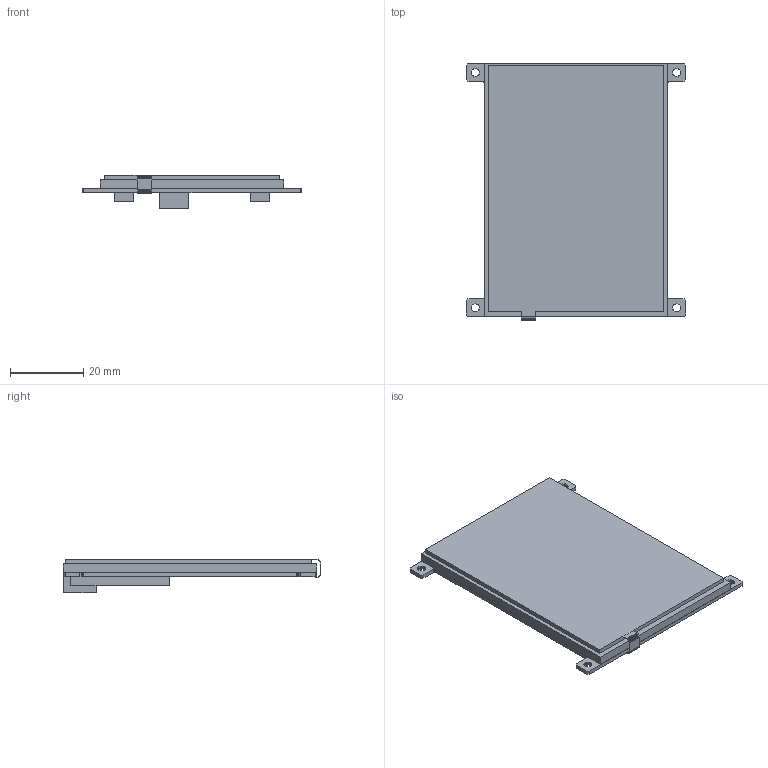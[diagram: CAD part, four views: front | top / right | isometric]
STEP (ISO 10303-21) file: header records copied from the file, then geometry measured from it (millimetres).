
FILE_DESCRIPTION((''),'2;1');
FILE_NAME('Open CASCADE Shape Model','2024-02-14T14:29:37',('LJ'),(''), 'Open CASCADE STEP processor 7.6','InStep V2.2','Unknown');
FILE_SCHEMA(('AUTOMOTIVE_DESIGN_CC2 { 1 2 10303 214 -1 1 5 4 }'));
Length unit declared in the file: millimetre
Products named in the file (6): 2432_edit_stl; SOLID; SHELL
Assembly tree (5 placements, depth 2):
  2432_edit_stl
    SOLID
    SOLID
    SOLID
    SOLID
    SHELL
Bounding box: 60 x 70.2 x 9.1 mm (x, y, z)
Volume: 15556.5 mm3; surface area: 22028.7 mm2
Topology: 4 solids, 5 shells, 454 faces, 866 edges, 425 vertices
Faces by surface type: plane 454
Entity records: 10715 total; most frequent: DIRECTION 1786, CARTESIAN_POINT 1751, ORIENTED_EDGE 1724, EDGE_CURVE 866, LINE 866, VECTOR 866, FACE_BOUND 464, EDGE_LOOP 464
